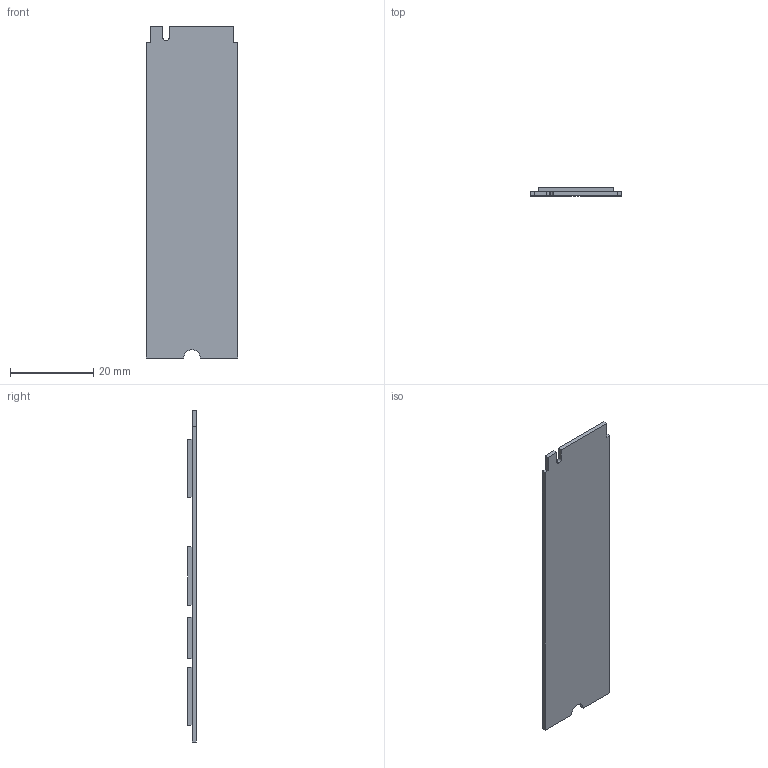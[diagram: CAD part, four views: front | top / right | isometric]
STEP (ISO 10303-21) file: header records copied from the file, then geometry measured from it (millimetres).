
FILE_DESCRIPTION (( 'STEP AP214' ), '1' );
FILE_NAME ('sk hynix nvme step.STEP', '2022-02-14T12:43:17', ( '' ), ( '' ), 'SwSTEP 2.0', 'SolidWorks 2020', '' );
FILE_SCHEMA (( 'AUTOMOTIVE_DESIGN' ));
Length unit declared in the file: millimetre
Products named in the file (1): sk hynix nvme step
Bounding box: 22 x 2 x 80 mm (x, y, z)
Volume: 2590.7 mm3; surface area: 3928 mm2
Topology: 1 solids, 1 shells, 39 faces, 99 edges, 66 vertices
Faces by surface type: plane 35, cylinder 4
Entity records: 1624 total; most frequent: CARTESIAN_POINT 205, ORIENTED_EDGE 198, DIRECTION 187, EDGE_CURVE 99, VECTOR 91, LINE 91, VERTEX_POINT 66, AXIS2_PLACEMENT_3D 48
